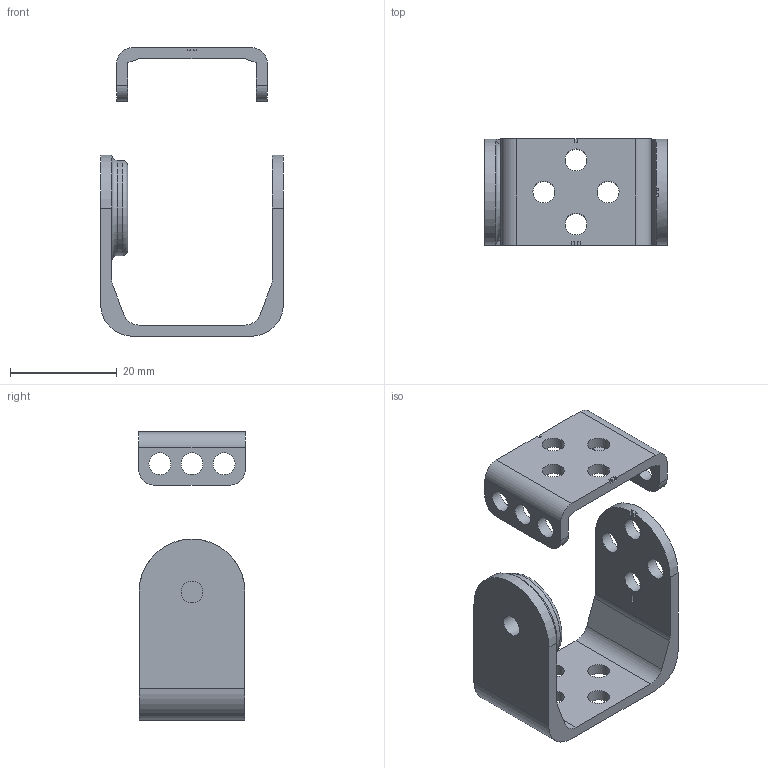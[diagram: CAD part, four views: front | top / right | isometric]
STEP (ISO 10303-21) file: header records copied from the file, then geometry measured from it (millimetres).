
FILE_DESCRIPTION( ( '' ), ' ' );
FILE_NAME( '5716529be4b02c5237e511c4.step', '2016-04-19T15:45:32', ( '' ), ( '' ), ' ', ' ', ' ' );
FILE_SCHEMA( ( 'AUTOMOTIVE_DESIGN { 1 0 10303 214 1 1 1 1 }' ) );
Length unit declared in the file: metre
Products named in the file (2): short_U; long_U
Bounding box: 34.2 x 20 x 54 mm (x, y, z)
Volume: 6035.6 mm3; surface area: 6058.2 mm2
Topology: 2 solids, 2 shells, 84 faces, 248 edges, 169 vertices
Faces by surface type: plane 48, cylinder 34, torus 2
Full cylindrical faces by diameter (mm): 4.1 x19, 17.8 x1
Entity records: 3354 total; most frequent: DIRECTION 456, CARTESIAN_POINT 449, ORIENTED_EDGE 420, EDGE_CURVE 210, AXIS2_PLACEMENT_3D 160, VERTEX_POINT 153, EDGE_LOOP 145, LINE 136
